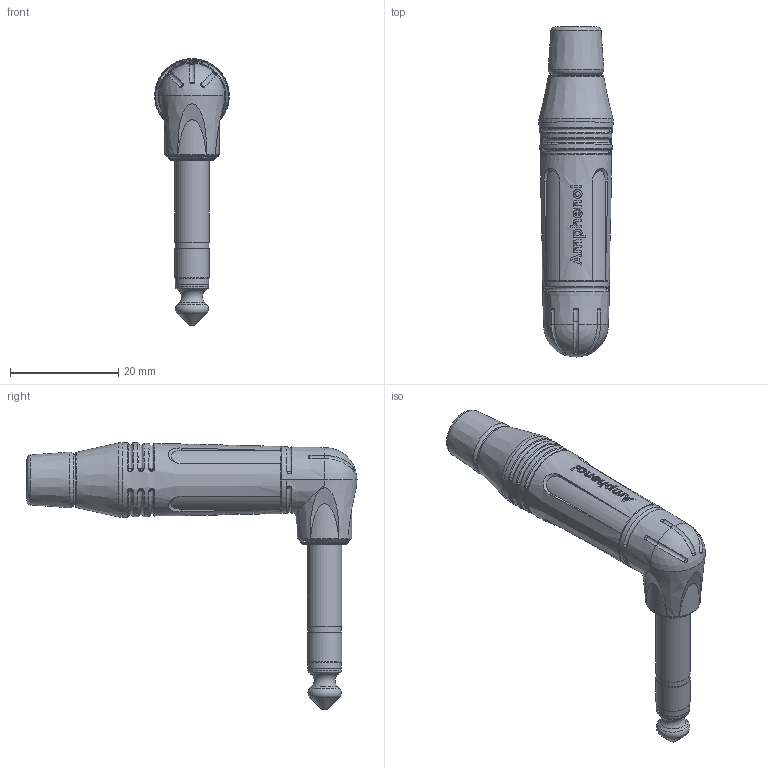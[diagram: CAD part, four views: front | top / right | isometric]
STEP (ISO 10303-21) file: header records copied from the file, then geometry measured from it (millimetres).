
FILE_DESCRIPTION((''),'2;1');
FILE_NAME('ACPS-RB.stp','2016-06-15T10:55:40',('minh'),(''),'Autodesk Inventor 2012','Autodesk Inventor 2012','');
FILE_SCHEMA(('AUTOMOTIVE_DESIGN { 1 0 10303 214 1 1 1 1 }'));
Length unit declared in the file: inch
Products named in the file (1): ACPS-RB_Shrinkwrap_1
Bounding box: 13.8 x 61 x 49.3 mm (x, y, z)
Surface area: 4073.3 mm2 (no closed solid volume)
Topology: 0 solids, 17 shells, 292 faces, 1448 edges, 1029 vertices
Faces by surface type: plane 123, bspline 55, cone 43, torus 30, cylinder 21, sphere 17, revolution 3
Full cylindrical faces by diameter (mm): 4 x1, 5.8 x1, 6.15 x2, 6.2 x1, 6.32 x2, 7.9 x1
Entity records: 17079 total; most frequent: CARTESIAN_POINT 6740, ORIENTED_EDGE 1961, DIRECTION 1823, EDGE_CURVE 1374, VERTEX_POINT 995, AXIS2_PLACEMENT_3D 627, VECTOR 566, LINE 566
